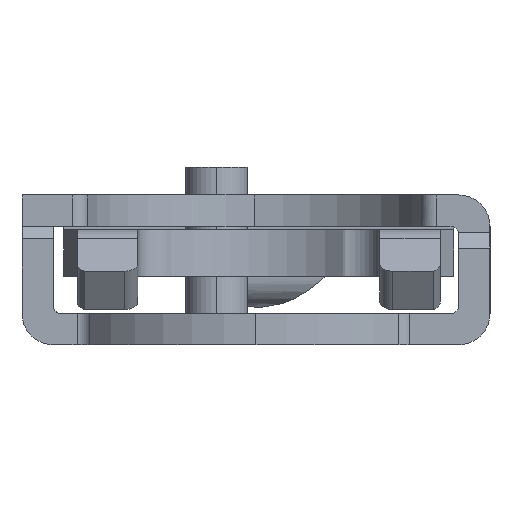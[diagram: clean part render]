
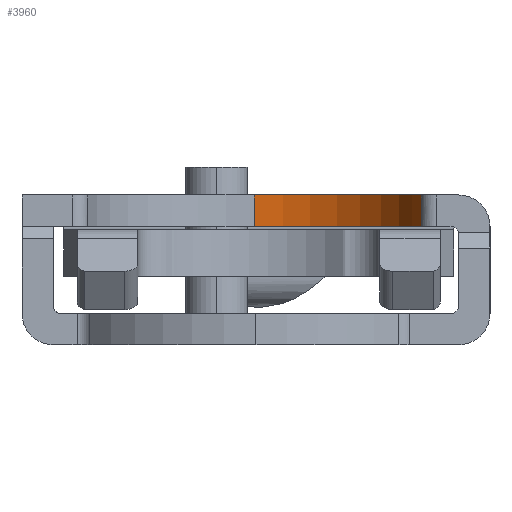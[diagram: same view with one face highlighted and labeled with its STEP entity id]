
A CAD part, left-side view. The second image highlights one B-rep face of the part: STEP entity #3960.
In plain terms, the highlighted cylindrical face has radius 11 mm (diameter 22 mm), a partial arc.
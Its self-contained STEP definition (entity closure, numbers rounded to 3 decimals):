
#200 = CIRCLE ( 'NONE', #537, 11. ) ;
#473 = DIRECTION ( 'NONE',  ( 0., 0., 1. ) ) ;
#537 = AXIS2_PLACEMENT_3D ( 'NONE', #8789, #473, #10056 ) ;
#1710 = CARTESIAN_POINT ( 'NONE',  ( 1476.158, 1004.854, 7.3 ) ) ;
#1790 = DIRECTION ( 'NONE',  ( 1., 0., 0. ) ) ;
#1935 = EDGE_CURVE ( 'NONE', #6191, #7355, #2435, .T. ) ;
#2435 = LINE ( 'NONE', #9693, #2673 ) ;
#2523 = EDGE_CURVE ( 'NONE', #6191, #6917, #200, .T. ) ;
#2673 = VECTOR ( 'NONE', #9451, 1000. ) ;
#3083 = DIRECTION ( 'NONE',  ( 0., 0., 1. ) ) ;
#3097 = ORIENTED_EDGE ( 'NONE', *, *, #6589, .F. ) ;
#3224 = ORIENTED_EDGE ( 'NONE', *, *, #6901, .F. ) ;
#3287 = VERTEX_POINT ( 'NONE', #9103 ) ;
#3642 = DIRECTION ( 'NONE',  ( 0., 0., 1. ) ) ;
#3960 = ADVANCED_FACE ( 'NONE', ( #6682 ), #4611, .F. ) ;
#4026 = CARTESIAN_POINT ( 'NONE',  ( 1487.158, 1004.854, 7.3 ) ) ;
#4051 = ORIENTED_EDGE ( 'NONE', *, *, #1935, .F. ) ;
#4069 = CARTESIAN_POINT ( 'NONE',  ( 1487.158, 1004.854, 9.3 ) ) ;
#4180 = ORIENTED_EDGE ( 'NONE', *, *, #2523, .T. ) ;
#4418 = EDGE_LOOP ( 'NONE', ( #3097, #3224, #4051, #4180 ) ) ;
#4423 = AXIS2_PLACEMENT_3D ( 'NONE', #4723, #4873, #4685 ) ;
#4611 = CYLINDRICAL_SURFACE ( 'NONE', #4423, 11. ) ;
#4649 = CIRCLE ( 'NONE', #7921, 11. ) ;
#4685 = DIRECTION ( 'NONE',  ( 1., 0., 0. ) ) ;
#4723 = CARTESIAN_POINT ( 'NONE',  ( 1476.158, 1004.854, 7.3 ) ) ;
#4873 = DIRECTION ( 'NONE',  ( 0., 0., 1. ) ) ;
#5537 = VECTOR ( 'NONE', #3642, 1000. ) ;
#5640 = LINE ( 'NONE', #4026, #5537 ) ;
#6191 = VERTEX_POINT ( 'NONE', #8361 ) ;
#6589 = EDGE_CURVE ( 'NONE', #3287, #6917, #5640, .T. ) ;
#6682 = FACE_OUTER_BOUND ( 'NONE', #4418, .T. ) ;
#6901 = EDGE_CURVE ( 'NONE', #7355, #3287, #4649, .T. ) ;
#6917 = VERTEX_POINT ( 'NONE', #4069 ) ;
#7355 = VERTEX_POINT ( 'NONE', #9992 ) ;
#7921 = AXIS2_PLACEMENT_3D ( 'NONE', #1710, #3083, #1790 ) ;
#8361 = CARTESIAN_POINT ( 'NONE',  ( 1478.771, 994.168, 9.3 ) ) ;
#8789 = CARTESIAN_POINT ( 'NONE',  ( 1476.158, 1004.854, 9.3 ) ) ;
#9103 = CARTESIAN_POINT ( 'NONE',  ( 1487.158, 1004.854, 7.3 ) ) ;
#9451 = DIRECTION ( 'NONE',  ( 0., 0., -1. ) ) ;
#9693 = CARTESIAN_POINT ( 'NONE',  ( 1478.771, 994.168, 7.3 ) ) ;
#9992 = CARTESIAN_POINT ( 'NONE',  ( 1478.771, 994.168, 7.3 ) ) ;
#10056 = DIRECTION ( 'NONE',  ( 1., 0., 0. ) ) ;
